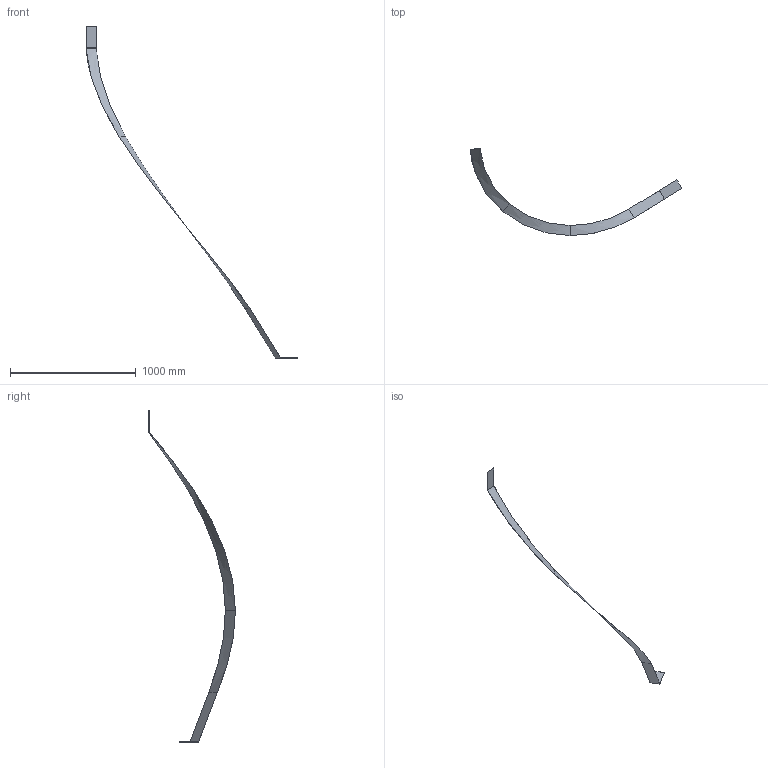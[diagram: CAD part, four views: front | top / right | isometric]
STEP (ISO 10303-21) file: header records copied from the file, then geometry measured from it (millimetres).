
FILE_DESCRIPTION((''),'2;1');
FILE_NAME('Blech 4.stp','2018-07-05T14:41:13',('Markus Rathmann'),(''),'Autodesk Inventor 2013','Autodesk Inventor 2013','');
FILE_SCHEMA(('AUTOMOTIVE_DESIGN { 1 0 10303 214 1 1 1 1 }'));
Length unit declared in the file: millimetre
Products named in the file (1): Bauteil4
Bounding box: 1686.25 x 690.52 x 2640.8 mm (x, y, z)
Volume: 167556.4 mm3; surface area: 555546.3 mm2
Topology: 1 solids, 1 shells, 29 faces, 66 edges, 39 vertices
Faces by surface type: plane 13, cylinder 9, bspline 7
Entity records: 1014 total; most frequent: CARTESIAN_POINT 390, ORIENTED_EDGE 132, DIRECTION 102, EDGE_CURVE 66, VECTOR 44, LINE 44, VERTEX_POINT 39, AXIS2_PLACEMENT_3D 29
